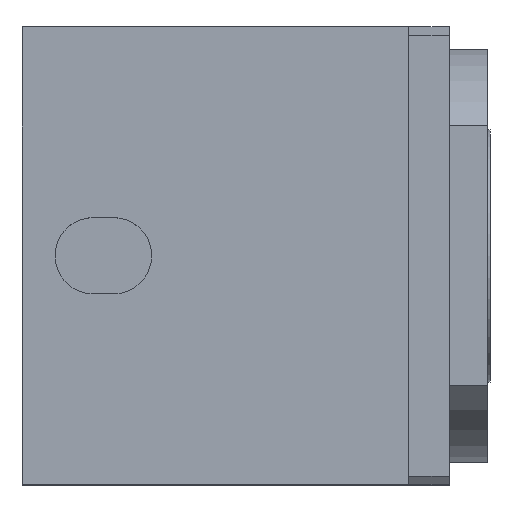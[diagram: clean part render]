
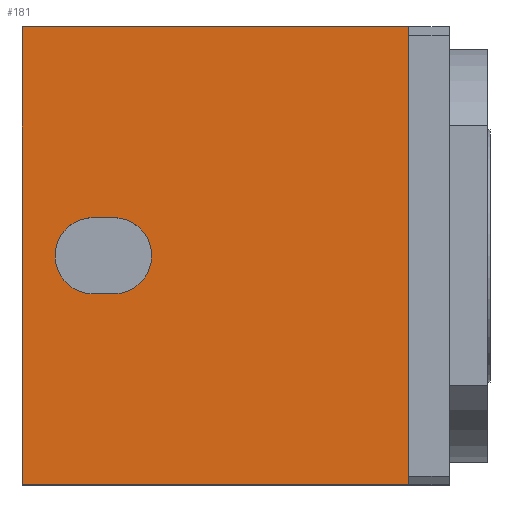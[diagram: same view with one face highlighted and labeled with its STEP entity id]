
A CAD part, top view. The second image highlights one B-rep face of the part: STEP entity #181.
In plain terms, the highlighted planar face has unit normal (0, 0, 1).
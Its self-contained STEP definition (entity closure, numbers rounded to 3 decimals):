
#76=LINE('',#895,#126);
#82=LINE('',#922,#132);
#83=LINE('',#924,#133);
#84=LINE('',#926,#134);
#85=LINE('',#927,#135);
#86=LINE('',#932,#136);
#126=VECTOR('',#717,1.);
#132=VECTOR('',#747,1.);
#133=VECTOR('',#748,1.);
#134=VECTOR('',#749,1.);
#135=VECTOR('',#750,1.);
#136=VECTOR('',#753,1.);
#181=ADVANCED_FACE('',(#236,#237),#213,.F.);
#213=PLANE('',#654);
#236=FACE_BOUND('',#258,.T.);
#237=FACE_BOUND('',#259,.T.);
#258=EDGE_LOOP('',(#321,#322,#323,#324));
#259=EDGE_LOOP('',(#325,#326,#327,#328));
#321=ORIENTED_EDGE('',*,*,#519,.T.);
#322=ORIENTED_EDGE('',*,*,#520,.F.);
#323=ORIENTED_EDGE('',*,*,#521,.F.);
#324=ORIENTED_EDGE('',*,*,#506,.T.);
#325=ORIENTED_EDGE('',*,*,#522,.T.);
#326=ORIENTED_EDGE('',*,*,#523,.T.);
#327=ORIENTED_EDGE('',*,*,#524,.T.);
#328=ORIENTED_EDGE('',*,*,#525,.T.);
#453=VERTEX_POINT('',#893);
#455=VERTEX_POINT('',#896);
#464=VERTEX_POINT('',#923);
#465=VERTEX_POINT('',#925);
#466=VERTEX_POINT('',#928);
#467=VERTEX_POINT('',#929);
#468=VERTEX_POINT('',#931);
#469=VERTEX_POINT('',#933);
#506=EDGE_CURVE('',#455,#453,#76,.T.);
#519=EDGE_CURVE('',#453,#464,#82,.T.);
#520=EDGE_CURVE('',#465,#464,#83,.T.);
#521=EDGE_CURVE('',#455,#465,#84,.T.);
#522=EDGE_CURVE('',#466,#467,#85,.T.);
#523=EDGE_CURVE('',#467,#468,#588,.T.);
#524=EDGE_CURVE('',#468,#469,#86,.T.);
#525=EDGE_CURVE('',#469,#466,#589,.T.);
#588=CIRCLE('',#652,7.5);
#589=CIRCLE('',#653,7.5);
#652=AXIS2_PLACEMENT_3D('',#930,#751,#752);
#653=AXIS2_PLACEMENT_3D('',#934,#754,#755);
#654=AXIS2_PLACEMENT_3D('',#935,#756,#757);
#717=DIRECTION('',(0.,1.,0.));
#747=DIRECTION('',(-1.,0.,0.));
#748=DIRECTION('',(0.,1.,0.));
#749=DIRECTION('',(-1.,0.,0.));
#750=DIRECTION('',(-1.,0.,0.));
#751=DIRECTION('',(0.,0.,-1.));
#752=DIRECTION('',(1.,0.,0.));
#753=DIRECTION('',(1.,0.,0.));
#754=DIRECTION('',(0.,0.,-1.));
#755=DIRECTION('',(-1.,0.,0.));
#756=DIRECTION('',(0.,0.,-1.));
#757=DIRECTION('',(-1.,0.,0.));
#893=CARTESIAN_POINT('',(0.,45.,0.));
#895=CARTESIAN_POINT('',(0.,-45.,0.));
#896=CARTESIAN_POINT('',(0.,-45.,0.));
#922=CARTESIAN_POINT('',(0.,45.,0.));
#923=CARTESIAN_POINT('',(-76.,45.,0.));
#924=CARTESIAN_POINT('',(-76.,-45.,0.));
#925=CARTESIAN_POINT('',(-76.,-45.,0.));
#926=CARTESIAN_POINT('',(0.,-45.,0.));
#927=CARTESIAN_POINT('',(-58.,-7.5,0.));
#928=CARTESIAN_POINT('',(-58.,-7.5,0.));
#929=CARTESIAN_POINT('',(-62.,-7.5,0.));
#930=CARTESIAN_POINT('',(-62.,0.,0.));
#931=CARTESIAN_POINT('',(-62.,7.5,0.));
#932=CARTESIAN_POINT('',(-62.,7.5,0.));
#933=CARTESIAN_POINT('',(-58.,7.5,0.));
#934=CARTESIAN_POINT('',(-58.,0.,0.));
#935=CARTESIAN_POINT('',(0.,-45.,0.));
